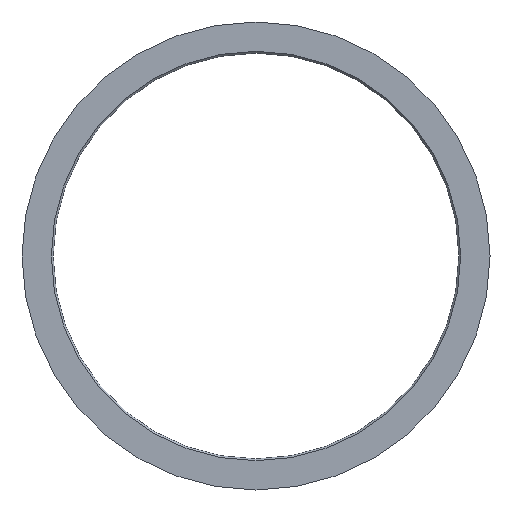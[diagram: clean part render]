
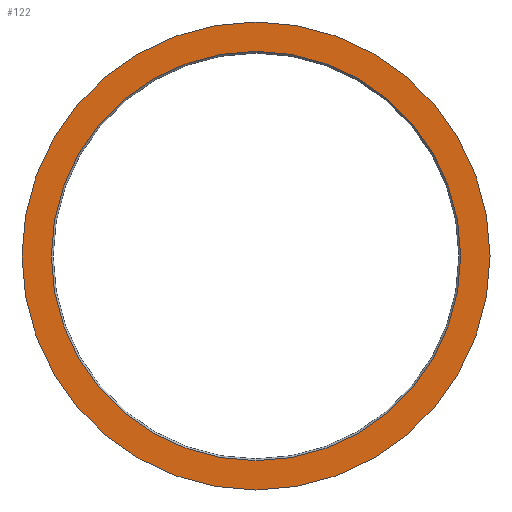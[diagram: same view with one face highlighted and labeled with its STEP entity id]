
A CAD part, front view. The second image highlights one B-rep face of the part: STEP entity #122.
In plain terms, the highlighted planar face has unit normal (0, -1, 0).
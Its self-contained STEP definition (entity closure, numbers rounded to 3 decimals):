
#16=FACE_BOUND('',#34,.T.);
#18=PLANE('',#160);
#26=FACE_OUTER_BOUND('',#33,.T.);
#33=EDGE_LOOP('',(#111,#112));
#34=EDGE_LOOP('',(#113,#114));
#45=CIRCLE('',#146,37.5);
#46=CIRCLE('',#147,37.5);
#49=CIRCLE('',#151,32.8);
#50=CIRCLE('',#152,32.8);
#57=VERTEX_POINT('',#209);
#58=VERTEX_POINT('',#211);
#61=VERTEX_POINT('',#219);
#62=VERTEX_POINT('',#221);
#70=EDGE_CURVE('',#58,#57,#45,.T.);
#71=EDGE_CURVE('',#57,#58,#46,.T.);
#75=EDGE_CURVE('',#61,#62,#49,.T.);
#76=EDGE_CURVE('',#62,#61,#50,.T.);
#111=ORIENTED_EDGE('',*,*,#70,.T.);
#112=ORIENTED_EDGE('',*,*,#71,.T.);
#113=ORIENTED_EDGE('',*,*,#76,.F.);
#114=ORIENTED_EDGE('',*,*,#75,.F.);
#122=ADVANCED_FACE('',(#26,#16),#18,.F.);
#146=AXIS2_PLACEMENT_3D('',#212,#170,#171);
#147=AXIS2_PLACEMENT_3D('',#213,#172,#173);
#151=AXIS2_PLACEMENT_3D('',#222,#181,#182);
#152=AXIS2_PLACEMENT_3D('',#223,#183,#184);
#160=AXIS2_PLACEMENT_3D('',#237,#201,#202);
#170=DIRECTION('center_axis',(0.,-1.,0.));
#171=DIRECTION('ref_axis',(0.,0.,1.));
#172=DIRECTION('center_axis',(0.,-1.,0.));
#173=DIRECTION('ref_axis',(0.,0.,1.));
#181=DIRECTION('center_axis',(0.,-1.,0.));
#182=DIRECTION('ref_axis',(0.,0.,-1.));
#183=DIRECTION('center_axis',(0.,-1.,0.));
#184=DIRECTION('ref_axis',(0.,0.,-1.));
#201=DIRECTION('center_axis',(0.,1.,0.));
#202=DIRECTION('ref_axis',(0.,0.,1.));
#209=CARTESIAN_POINT('',(0.,0.,-37.5));
#211=CARTESIAN_POINT('',(0.,0.,37.5));
#212=CARTESIAN_POINT('Origin',(0.,0.,0.));
#213=CARTESIAN_POINT('Origin',(0.,0.,0.));
#219=CARTESIAN_POINT('',(0.,0.,32.8));
#221=CARTESIAN_POINT('',(0.,0.,-32.8));
#222=CARTESIAN_POINT('Origin',(0.,0.,0.));
#223=CARTESIAN_POINT('Origin',(0.,0.,0.));
#237=CARTESIAN_POINT('Origin',(-34.5,0.,0.));
